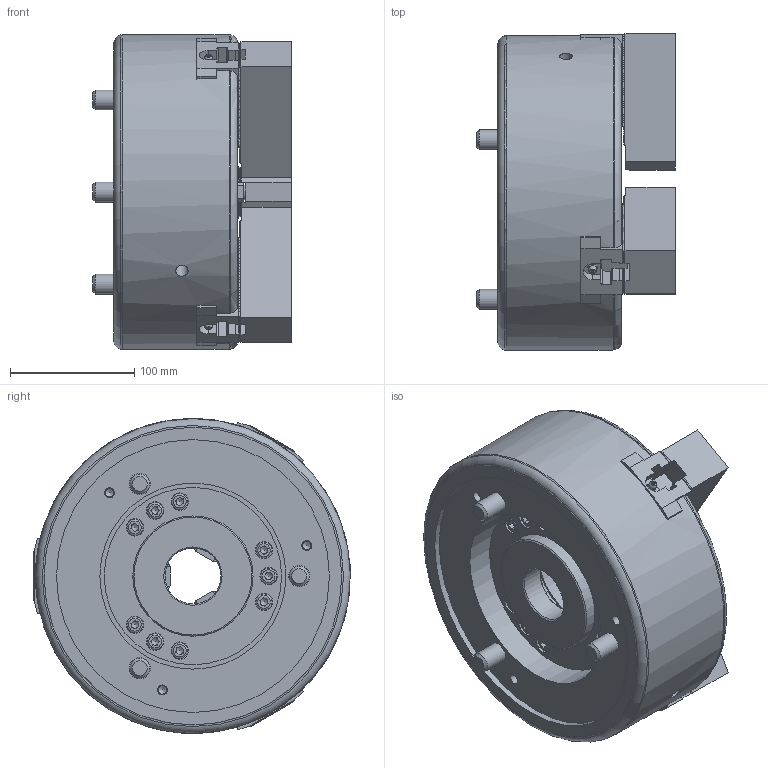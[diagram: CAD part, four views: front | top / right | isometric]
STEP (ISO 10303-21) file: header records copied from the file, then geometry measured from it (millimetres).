
FILE_DESCRIPTION(/* description */ ('Unknown'),/* implementation_level */ '2;1');
FILE_NAME(/* name */ 'BR10-Solid',/* time_stamp */ '2019-08-13T15:50:27+01:00',/* author */ ('Unknown'),/* organization */ ('Unknown'),/* preprocessor_version */ 'ST-DEVELOPER v16.7',/* originating_system */ 'DEX',/* authorisation */ $);
FILE_SCHEMA (('AUTOMOTIVE_DESIGN {1 0 10303 214 3 1 1}'));
Products named in the file (1): BR10-Solid
Bounding box: 160.2 x 255.02 x 253.71 mm (x, y, z)
Volume: 4615531.9 mm3; surface area: 425364.6 mm2
Topology: 1 solids, 30 shells, 3046 faces, 10917 edges, 6785 vertices
Faces by surface type: plane 2686, cylinder 211, cone 104, torus 39, sphere 6
Full cylindrical faces by diameter (mm): 1.5 x3, 1.9 x3, 5 x3, 5.3 x3, 6 x9, 6.6 x3, 6.8 x12, 8 x21, 9 x11, 10 x2, 10.1 x3, 11 x3, 12 x12, 13 x15, 14 x9, 16 x3, 17 x3, 18 x6, 19 x6, 24 x3, 26 x3, 45 x1, 81 x1, 84 x2, 90.5 x1, 97 x1, 104.9 x1, 105.5 x1, 143 x2, 150 x1
Entity records: 134666 total; most frequent: ORIENTED_EDGE 21078, CARTESIAN_POINT 20593, DIRECTION 17289, EDGE_CURVE 10539, LINE 9721, VECTOR 9721, VERTEX_POINT 6714, AXIS2_PLACEMENT_3D 3784
